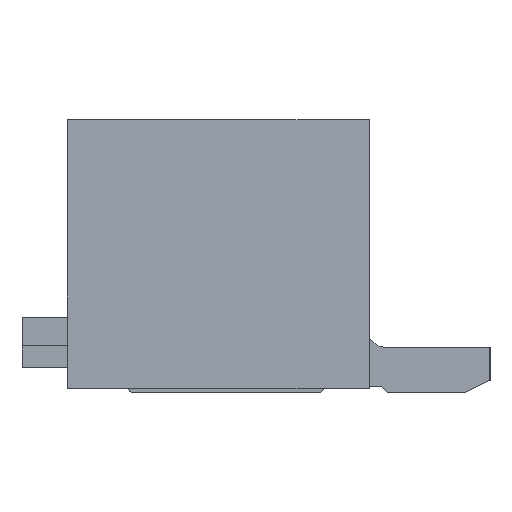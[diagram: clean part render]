
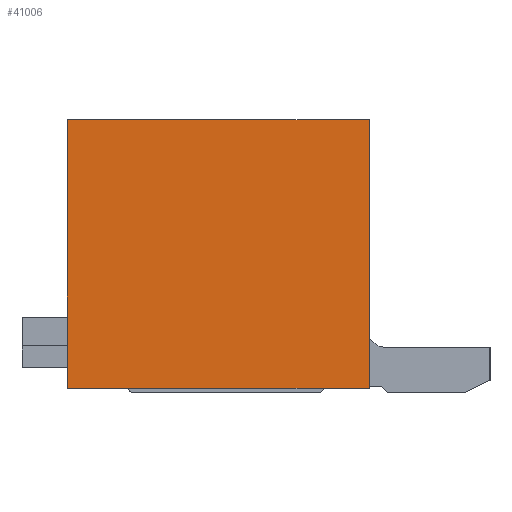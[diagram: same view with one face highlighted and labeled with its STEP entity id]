
A CAD part, left-side view. The second image highlights one B-rep face of the part: STEP entity #41006.
In plain terms, the highlighted planar face has unit normal (-1, 0, 0).
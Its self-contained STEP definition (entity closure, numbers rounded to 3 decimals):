
#43 = PLANE('',#44);
#44 = AXIS2_PLACEMENT_3D('',#45,#46,#47);
#45 = CARTESIAN_POINT('',(0.,0.02,4.52));
#46 = DIRECTION('',(0.,0.,-1.));
#47 = DIRECTION('',(-1.,0.,0.));
#1076 = VERTEX_POINT('',#1077);
#1077 = CARTESIAN_POINT('',(-8.15,-2.855,4.52));
#1091 = PLANE('',#1092);
#1092 = AXIS2_PLACEMENT_3D('',#1093,#1094,#1095);
#1093 = CARTESIAN_POINT('',(8.15,-2.855,4.52));
#1094 = DIRECTION('',(0.,-1.,0.));
#1095 = DIRECTION('',(-1.,0.,0.));
#1103 = EDGE_CURVE('',#1076,#1104,#1106,.T.);
#1104 = VERTEX_POINT('',#1105);
#1105 = CARTESIAN_POINT('',(-8.15,2.145,4.52));
#1106 = SURFACE_CURVE('',#1107,(#1111,#1118),.PCURVE_S1.);
#1107 = LINE('',#1108,#1109);
#1108 = CARTESIAN_POINT('',(-8.15,-2.855,4.52));
#1109 = VECTOR('',#1110,1.);
#1110 = DIRECTION('',(0.,1.,0.));
#1111 = PCURVE('',#43,#1112);
#1112 = DEFINITIONAL_REPRESENTATION('',(#1113),#1117);
#1113 = LINE('',#1114,#1115);
#1114 = CARTESIAN_POINT('',(8.15,-2.875));
#1115 = VECTOR('',#1116,1.);
#1116 = DIRECTION('',(0.,1.));
#1117 = ( GEOMETRIC_REPRESENTATION_CONTEXT(2) 
PARAMETRIC_REPRESENTATION_CONTEXT() REPRESENTATION_CONTEXT('2D SPACE',''
  ) );
#1118 = PCURVE('',#1119,#1124);
#1119 = PLANE('',#1120);
#1120 = AXIS2_PLACEMENT_3D('',#1121,#1122,#1123);
#1121 = CARTESIAN_POINT('',(-8.15,-2.855,4.52));
#1122 = DIRECTION('',(-1.,0.,0.));
#1123 = DIRECTION('',(0.,1.,0.));
#1124 = DEFINITIONAL_REPRESENTATION('',(#1125),#1129);
#1125 = LINE('',#1126,#1127);
#1126 = CARTESIAN_POINT('',(0.,0.));
#1127 = VECTOR('',#1128,1.);
#1128 = DIRECTION('',(1.,0.));
#1129 = ( GEOMETRIC_REPRESENTATION_CONTEXT(2) 
PARAMETRIC_REPRESENTATION_CONTEXT() REPRESENTATION_CONTEXT('2D SPACE',''
  ) );
#1147 = PLANE('',#1148);
#1148 = AXIS2_PLACEMENT_3D('',#1149,#1150,#1151);
#1149 = CARTESIAN_POINT('',(8.15,2.145,0.07));
#1150 = DIRECTION('',(0.,-1.,0.));
#1151 = DIRECTION('',(-1.,0.,0.));
#1619 = VERTEX_POINT('',#1620);
#1620 = CARTESIAN_POINT('',(-8.15,-2.855,0.07));
#1634 = PLANE('',#1635);
#1635 = AXIS2_PLACEMENT_3D('',#1636,#1637,#1638);
#1636 = CARTESIAN_POINT('',(0.,0.02,0.07));
#1637 = DIRECTION('',(0.,0.,-1.));
#1638 = DIRECTION('',(-1.,0.,0.));
#1646 = EDGE_CURVE('',#1076,#1619,#1647,.T.);
#1647 = SURFACE_CURVE('',#1648,(#1652,#1659),.PCURVE_S1.);
#1648 = LINE('',#1649,#1650);
#1649 = CARTESIAN_POINT('',(-8.15,-2.855,4.52));
#1650 = VECTOR('',#1651,1.);
#1651 = DIRECTION('',(0.,0.,-1.));
#1652 = PCURVE('',#1091,#1653);
#1653 = DEFINITIONAL_REPRESENTATION('',(#1654),#1658);
#1654 = LINE('',#1655,#1656);
#1655 = CARTESIAN_POINT('',(16.3,0.));
#1656 = VECTOR('',#1657,1.);
#1657 = DIRECTION('',(0.,1.));
#1658 = ( GEOMETRIC_REPRESENTATION_CONTEXT(2) 
PARAMETRIC_REPRESENTATION_CONTEXT() REPRESENTATION_CONTEXT('2D SPACE',''
  ) );
#1659 = PCURVE('',#1119,#1660);
#1660 = DEFINITIONAL_REPRESENTATION('',(#1661),#1665);
#1661 = LINE('',#1662,#1663);
#1662 = CARTESIAN_POINT('',(0.,0.));
#1663 = VECTOR('',#1664,1.);
#1664 = DIRECTION('',(0.,1.));
#1665 = ( GEOMETRIC_REPRESENTATION_CONTEXT(2) 
PARAMETRIC_REPRESENTATION_CONTEXT() REPRESENTATION_CONTEXT('2D SPACE',''
  ) );
#9454 = EDGE_CURVE('',#9455,#1104,#9457,.T.);
#9455 = VERTEX_POINT('',#9456);
#9456 = CARTESIAN_POINT('',(-8.15,2.145,0.07));
#9457 = SURFACE_CURVE('',#9458,(#9462,#9469),.PCURVE_S1.);
#9458 = LINE('',#9459,#9460);
#9459 = CARTESIAN_POINT('',(-8.15,2.145,0.07));
#9460 = VECTOR('',#9461,1.);
#9461 = DIRECTION('',(0.,0.,1.));
#9462 = PCURVE('',#1147,#9463);
#9463 = DEFINITIONAL_REPRESENTATION('',(#9464),#9468);
#9464 = LINE('',#9465,#9466);
#9465 = CARTESIAN_POINT('',(16.3,0.));
#9466 = VECTOR('',#9467,1.);
#9467 = DIRECTION('',(0.,-1.));
#9468 = ( GEOMETRIC_REPRESENTATION_CONTEXT(2) 
PARAMETRIC_REPRESENTATION_CONTEXT() REPRESENTATION_CONTEXT('2D SPACE',''
  ) );
#9469 = PCURVE('',#1119,#9470);
#9470 = DEFINITIONAL_REPRESENTATION('',(#9471),#9475);
#9471 = LINE('',#9472,#9473);
#9472 = CARTESIAN_POINT('',(5.,4.45));
#9473 = VECTOR('',#9474,1.);
#9474 = DIRECTION('',(0.,-1.));
#9475 = ( GEOMETRIC_REPRESENTATION_CONTEXT(2) 
PARAMETRIC_REPRESENTATION_CONTEXT() REPRESENTATION_CONTEXT('2D SPACE',''
  ) );
#9913 = EDGE_CURVE('',#1619,#9455,#9914,.T.);
#9914 = SURFACE_CURVE('',#9915,(#9919,#9926),.PCURVE_S1.);
#9915 = LINE('',#9916,#9917);
#9916 = CARTESIAN_POINT('',(-8.15,-2.855,0.07));
#9917 = VECTOR('',#9918,1.);
#9918 = DIRECTION('',(0.,1.,0.));
#9919 = PCURVE('',#1634,#9920);
#9920 = DEFINITIONAL_REPRESENTATION('',(#9921),#9925);
#9921 = LINE('',#9922,#9923);
#9922 = CARTESIAN_POINT('',(8.15,-2.875));
#9923 = VECTOR('',#9924,1.);
#9924 = DIRECTION('',(0.,1.));
#9925 = ( GEOMETRIC_REPRESENTATION_CONTEXT(2) 
PARAMETRIC_REPRESENTATION_CONTEXT() REPRESENTATION_CONTEXT('2D SPACE',''
  ) );
#9926 = PCURVE('',#1119,#9927);
#9927 = DEFINITIONAL_REPRESENTATION('',(#9928),#9932);
#9928 = LINE('',#9929,#9930);
#9929 = CARTESIAN_POINT('',(0.,4.45));
#9930 = VECTOR('',#9931,1.);
#9931 = DIRECTION('',(1.,0.));
#9932 = ( GEOMETRIC_REPRESENTATION_CONTEXT(2) 
PARAMETRIC_REPRESENTATION_CONTEXT() REPRESENTATION_CONTEXT('2D SPACE',''
  ) );
#41006 = ADVANCED_FACE('',(#41007),#1119,.T.);
#41007 = FACE_BOUND('',#41008,.F.);
#41008 = EDGE_LOOP('',(#41009,#41010,#41011,#41012));
#41009 = ORIENTED_EDGE('',*,*,#9454,.T.);
#41010 = ORIENTED_EDGE('',*,*,#1103,.F.);
#41011 = ORIENTED_EDGE('',*,*,#1646,.T.);
#41012 = ORIENTED_EDGE('',*,*,#9913,.T.);
